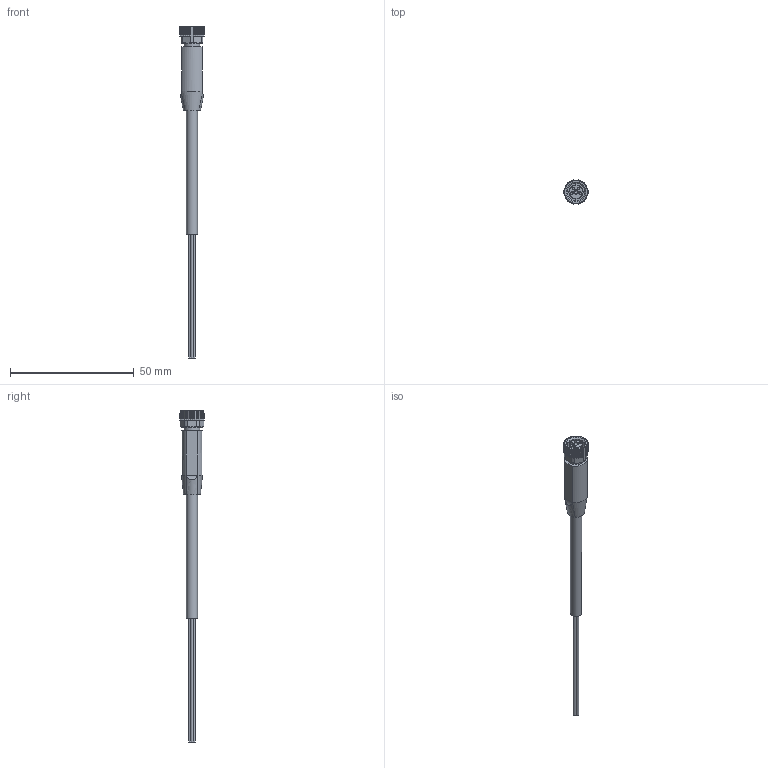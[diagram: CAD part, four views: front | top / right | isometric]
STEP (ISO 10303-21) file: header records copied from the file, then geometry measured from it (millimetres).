
FILE_DESCRIPTION(/* description */ ('STEP AP214'),/* implementation_level */ '2;1');
FILE_NAME(/* name */ '8078227_NEBA-M8G4-U-2_5-N-LE4',/* time_stamp */ '2024-09-11T22:14:05+02:00',/* author */ ('License CC BY-ND 4.0'),/* organization */ ('CADENAS'),/* preprocessor_version */ 'ST-DEVELOPER v19.3',/* originating_system */ 'PARTsolutions',/* authorisation */ ' ');
FILE_SCHEMA (('AUTOMOTIVE_DESIGN {1 0 10303 214 3 1 1}'));
Length unit declared in the file: millimetre
Products named in the file (2): 8078227 NEBA-M8G4-U-2.5-N-LE4---(21400p); 8159580 NEBA-M8G4---(24400)
Assembly tree (1 placements, depth 2):
  8078227 NEBA-M8G4-U-2.5-N-LE4---(21400p)
    8159580 NEBA-M8G4---(24400)
Bounding box: 9.84 x 9.72 x 134.4 mm (x, y, z)
Volume: 2934.8 mm3; surface area: 2909 mm2
Topology: 1 solids, 1 shells, 206 faces, 542 edges, 355 vertices
Faces by surface type: plane 109, cylinder 88, bspline 4, torus 2, cone 2, sphere 1
Full cylindrical faces by diameter (mm): 1 x4, 1.075 x4, 1.15 x4, 4.5 x1, 5.67 x1, 6.4 x1, 6.917 x1
Entity records: 7874 total; most frequent: CARTESIAN_POINT 1562, ORIENTED_EDGE 1030, DIRECTION 928, EDGE_CURVE 515, VERTEX_POINT 349, AXIS2_PLACEMENT_3D 343, EDGE_LOOP 244, FACE_BOUND 244
